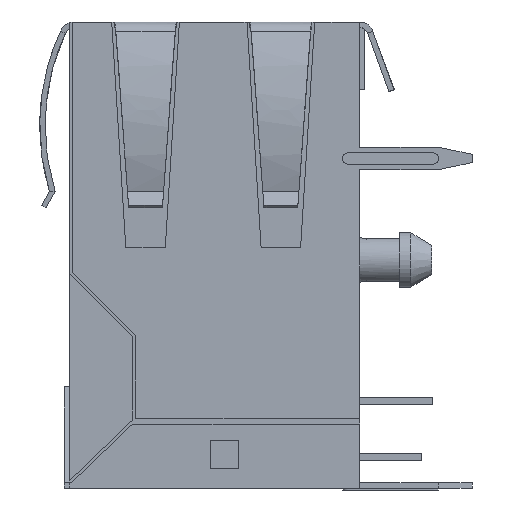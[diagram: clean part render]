
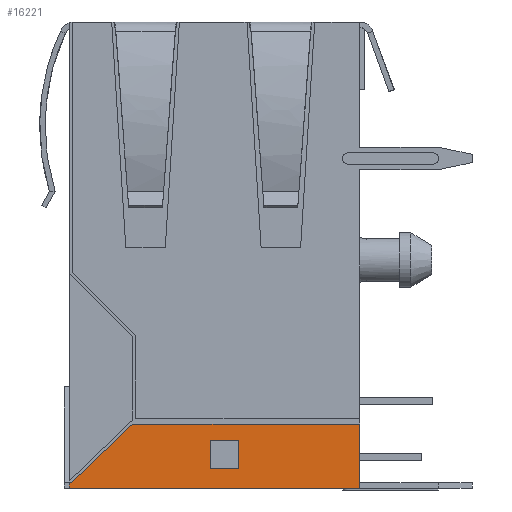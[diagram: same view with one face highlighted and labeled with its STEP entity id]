
A CAD part, left-side view. The second image highlights one B-rep face of the part: STEP entity #16221.
In plain terms, the highlighted planar face has unit normal (-1, 0, 0).
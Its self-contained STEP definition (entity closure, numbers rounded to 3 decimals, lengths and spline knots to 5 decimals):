
#14351 = VERTEX_POINT ( 'NONE', #25102 ) ;
#14468 = EDGE_CURVE ( 'NONE', #14351, #14469, #25298, .T. ) ;
#14469 = VERTEX_POINT ( 'NONE', #25294 ) ;
#15439 = EDGE_CURVE ( 'NONE', #15440, #15442, #27459, .T. ) ;
#15440 = VERTEX_POINT ( 'NONE', #27455 ) ;
#15442 = VERTEX_POINT ( 'NONE', #27515 ) ;
#15476 = EDGE_CURVE ( 'NONE', #15477, #15553, #27523, .T. ) ;
#15477 = VERTEX_POINT ( 'NONE', #27519 ) ;
#15494 = VERTEX_POINT ( 'NONE', #27552 ) ;
#15498 = EDGE_CURVE ( 'NONE', #15442, #15494, #27607, .T. ) ;
#15509 = EDGE_CURVE ( 'NONE', #15494, #14469, #27587, .T. ) ;
#15525 = EDGE_CURVE ( 'NONE', #15541, #15477, #27638, .T. ) ;
#15532 = VERTEX_POINT ( 'NONE', #27624 ) ;
#15534 = EDGE_CURVE ( 'NONE', #15553, #15532, #27623, .T. ) ;
#15541 = VERTEX_POINT ( 'NONE', #27609 ) ;
#15544 = EDGE_CURVE ( 'NONE', #15532, #15541, #27667, .T. ) ;
#15553 = VERTEX_POINT ( 'NONE', #27648 ) ;
#16188 = ORIENTED_EDGE ( 'NONE', *, *, #15509, .T. ) ;
#16189 = ORIENTED_EDGE ( 'NONE', *, *, #14468, .F. ) ;
#16200 = ORIENTED_EDGE ( 'NONE', *, *, #15544, .T. ) ;
#16201 = ORIENTED_EDGE ( 'NONE', *, *, #15525, .T. ) ;
#16202 = ORIENTED_EDGE ( 'NONE', *, *, #15476, .T. ) ;
#16203 = ORIENTED_EDGE ( 'NONE', *, *, #15534, .T. ) ;
#16204 = EDGE_LOOP ( 'NONE', ( #16205, #16208, #16210, #16211, #16188, #16189 ) ) ;
#16205 = ORIENTED_EDGE ( 'NONE', *, *, #16206, .F. ) ;
#16206 = EDGE_CURVE ( 'NONE', #16207, #14351, #32586, .T. ) ;
#16207 = VERTEX_POINT ( 'NONE', #32582 ) ;
#16208 = ORIENTED_EDGE ( 'NONE', *, *, #16209, .F. ) ;
#16209 = EDGE_CURVE ( 'NONE', #15440, #16207, #32581, .T. ) ;
#16210 = ORIENTED_EDGE ( 'NONE', *, *, #15439, .T. ) ;
#16211 = ORIENTED_EDGE ( 'NONE', *, *, #15498, .T. ) ;
#16221 = ADVANCED_FACE ( 'NONE', ( #32573, #32572 ), #32571, .T. ) ;
#16528 = EDGE_LOOP ( 'NONE', ( #16200, #16201, #16202, #16203 ) ) ;
#25102 = CARTESIAN_POINT ( 'NONE',  ( -0.012, 0.5145, -0.01 ) ) ;
#25294 = CARTESIAN_POINT ( 'NONE',  ( -0.012, 0.5145, 0. ) ) ;
#25295 = DIRECTION ( 'NONE',  ( 0., 0., 1. ) ) ;
#25296 = VECTOR ( 'NONE', #25295, 39.37008 ) ;
#25297 = CARTESIAN_POINT ( 'NONE',  ( -0.012, 0.5145, 0.81 ) ) ;
#25298 = LINE ( 'NONE', #25297, #25296 ) ;
#27455 = CARTESIAN_POINT ( 'NONE',  ( -0.012, 0., 0.10393 ) ) ;
#27456 = DIRECTION ( 'NONE',  ( 0., 1., 0. ) ) ;
#27457 = VECTOR ( 'NONE', #27456, 39.37008 ) ;
#27458 = CARTESIAN_POINT ( 'NONE',  ( -0.012, 0.5145, 0.10393 ) ) ;
#27459 = LINE ( 'NONE', #27458, #27457 ) ;
#27515 = CARTESIAN_POINT ( 'NONE',  ( -0.012, 0.40223, 0.10393 ) ) ;
#27519 = CARTESIAN_POINT ( 'NONE',  ( -0.012, 0.2145, 0.075 ) ) ;
#27520 = DIRECTION ( 'NONE',  ( 0., 0., -1. ) ) ;
#27521 = VECTOR ( 'NONE', #27520, 39.37008 ) ;
#27522 = CARTESIAN_POINT ( 'NONE',  ( -0.012, 0.2145, 0.81 ) ) ;
#27523 = LINE ( 'NONE', #27522, #27521 ) ;
#27552 = CARTESIAN_POINT ( 'NONE',  ( -0.012, 0.51088, 0. ) ) ;
#27584 = DIRECTION ( 'NONE',  ( 0., 1., 0. ) ) ;
#27585 = VECTOR ( 'NONE', #27584, 39.37008 ) ;
#27586 = CARTESIAN_POINT ( 'NONE',  ( -0.012, 0.5145, 0. ) ) ;
#27587 = LINE ( 'NONE', #27586, #27585 ) ;
#27604 = DIRECTION ( 'NONE',  ( 0., 0.723, -0.691 ) ) ;
#27605 = VECTOR ( 'NONE', #27604, 39.37008 ) ;
#27606 = CARTESIAN_POINT ( 'NONE',  ( -0.012, 0.40223, 0.10393 ) ) ;
#27607 = LINE ( 'NONE', #27606, #27605 ) ;
#27609 = CARTESIAN_POINT ( 'NONE',  ( -0.012, 0.2645, 0.075 ) ) ;
#27620 = DIRECTION ( 'NONE',  ( 0., 1., 0. ) ) ;
#27621 = VECTOR ( 'NONE', #27620, 39.37008 ) ;
#27622 = CARTESIAN_POINT ( 'NONE',  ( -0.012, 0.5145, 0.025 ) ) ;
#27623 = LINE ( 'NONE', #27622, #27621 ) ;
#27624 = CARTESIAN_POINT ( 'NONE',  ( -0.012, 0.2645, 0.025 ) ) ;
#27635 = DIRECTION ( 'NONE',  ( 0., -1., 0. ) ) ;
#27636 = VECTOR ( 'NONE', #27635, 39.37008 ) ;
#27637 = CARTESIAN_POINT ( 'NONE',  ( -0.012, 0.5145, 0.075 ) ) ;
#27638 = LINE ( 'NONE', #27637, #27636 ) ;
#27648 = CARTESIAN_POINT ( 'NONE',  ( -0.012, 0.2145, 0.025 ) ) ;
#27664 = DIRECTION ( 'NONE',  ( 0., 0., 1. ) ) ;
#27665 = VECTOR ( 'NONE', #27664, 39.37008 ) ;
#27666 = CARTESIAN_POINT ( 'NONE',  ( -0.012, 0.2645, 0.81 ) ) ;
#27667 = LINE ( 'NONE', #27666, #27665 ) ;
#32567 = DIRECTION ( 'NONE',  ( 0., 0., 1. ) ) ;
#32568 = DIRECTION ( 'NONE',  ( -1., 0., 0. ) ) ;
#32569 = CARTESIAN_POINT ( 'NONE',  ( -0.012, 0.5145, 0.81 ) ) ;
#32570 = AXIS2_PLACEMENT_3D ( 'NONE', #32569, #32568, #32567 ) ;
#32571 = PLANE ( 'NONE',  #32570 ) ;
#32572 = FACE_OUTER_BOUND ( 'NONE', #16204, .T. ) ;
#32573 = FACE_BOUND ( 'NONE', #16528, .T. ) ;
#32578 = DIRECTION ( 'NONE',  ( 0., 0., -1. ) ) ;
#32579 = VECTOR ( 'NONE', #32578, 39.37008 ) ;
#32580 = CARTESIAN_POINT ( 'NONE',  ( -0.012, 0., 0. ) ) ;
#32581 = LINE ( 'NONE', #32580, #32579 ) ;
#32582 = CARTESIAN_POINT ( 'NONE',  ( -0.012, 0., -0.01 ) ) ;
#32583 = DIRECTION ( 'NONE',  ( 0., 1., 0. ) ) ;
#32584 = VECTOR ( 'NONE', #32583, 39.37008 ) ;
#32585 = CARTESIAN_POINT ( 'NONE',  ( -0.012, 0., -0.01 ) ) ;
#32586 = LINE ( 'NONE', #32585, #32584 ) ;
